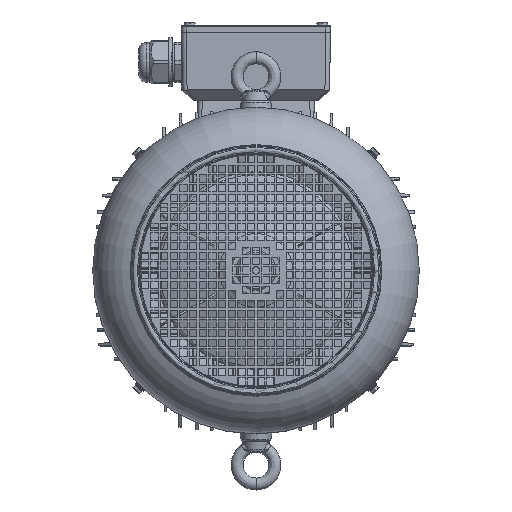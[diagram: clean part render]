
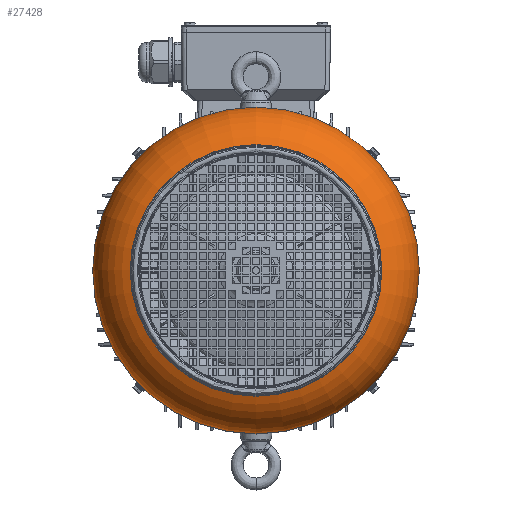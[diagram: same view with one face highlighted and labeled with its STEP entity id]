
A CAD part, top view. The second image highlights one B-rep face of the part: STEP entity #27428.
In plain terms, the highlighted toroidal (fillet/blend) face has major radius 116.021 mm and minor radius 61.5 mm.
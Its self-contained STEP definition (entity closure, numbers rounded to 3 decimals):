
#5022=TOROIDAL_SURFACE('',#109857,116.021,61.5);
#22321=FACE_BOUND('',#38467,.T.);
#22322=FACE_BOUND('',#38468,.T.);
#27428=ADVANCED_FACE('',(#22321,#22322),#5022,.T.);
#38467=EDGE_LOOP('',(#63426));
#38468=EDGE_LOOP('',(#63427));
#63426=ORIENTED_EDGE('',*,*,#94460,.F.);
#63427=ORIENTED_EDGE('',*,*,#96164,.T.);
#85679=VERTEX_POINT('',#145565);
#87383=VERTEX_POINT('',#148980);
#94460=EDGE_CURVE('',#85679,#85679,#106375,.T.);
#96164=EDGE_CURVE('',#87383,#87383,#106399,.T.);
#106375=CIRCLE('',#109824,177.5);
#106399=CIRCLE('',#109855,136.772);
#109824=AXIS2_PLACEMENT_3D('',#145564,#118993,#118994);
#109855=AXIS2_PLACEMENT_3D('',#148979,#120735,#120736);
#109857=AXIS2_PLACEMENT_3D('',#148982,#120739,#120740);
#118993=DIRECTION('',(0.,0.,-1.));
#118994=DIRECTION('',(-1.,0.,0.));
#120735=DIRECTION('',(0.,0.,-1.));
#120736=DIRECTION('',(-1.,0.,0.));
#120739=DIRECTION('',(0.,0.,-1.));
#120740=DIRECTION('',(-1.,0.,0.));
#145564=CARTESIAN_POINT('',(59.478,-8.346,286.338));
#145565=CARTESIAN_POINT('',(-118.022,-8.346,286.338));
#148979=CARTESIAN_POINT('',(59.478,-8.346,342.608));
#148980=CARTESIAN_POINT('',(-77.294,-8.346,342.608));
#148982=CARTESIAN_POINT('',(59.478,-8.346,284.715));
